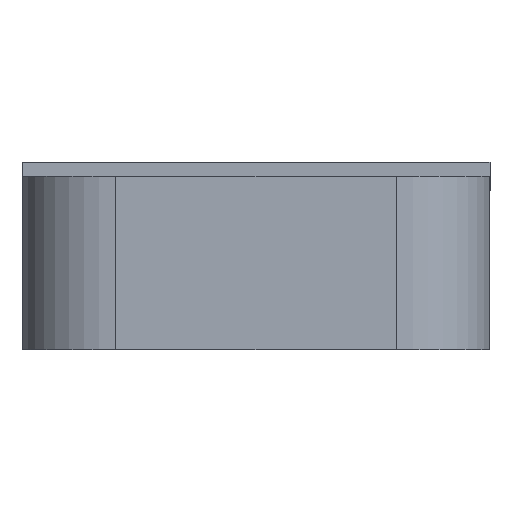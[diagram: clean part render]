
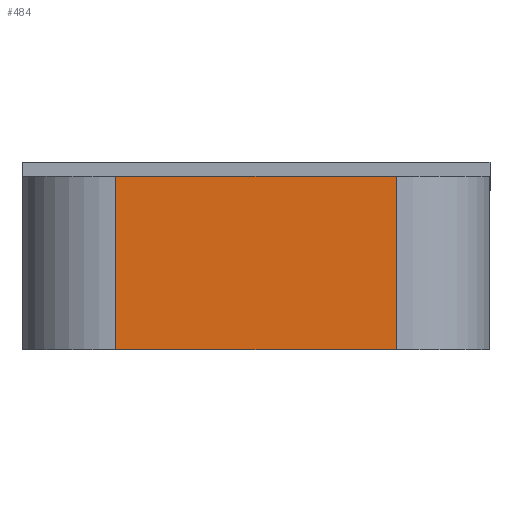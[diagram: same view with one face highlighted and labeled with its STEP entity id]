
A CAD part, front view. The second image highlights one B-rep face of the part: STEP entity #484.
In plain terms, the highlighted planar face has unit normal (0, -1, 0).
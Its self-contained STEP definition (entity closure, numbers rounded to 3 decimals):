
#15 = CARTESIAN_POINT ( 'NONE',  ( 3., -31., 3.7 ) ) ;
#53 = CARTESIAN_POINT ( 'NONE',  ( -5., -31., 0. ) ) ;
#71 = DIRECTION ( 'NONE',  ( 0., 1., 0. ) ) ;
#74 = LINE ( 'NONE', #179, #237 ) ;
#82 = ORIENTED_EDGE ( 'NONE', *, *, #569, .F. ) ;
#87 = AXIS2_PLACEMENT_3D ( 'NONE', #611, #71, #571 ) ;
#107 = VERTEX_POINT ( 'NONE', #495 ) ;
#121 = PLANE ( 'NONE',  #87 ) ;
#123 = VERTEX_POINT ( 'NONE', #520 ) ;
#124 = LINE ( 'NONE', #53, #595 ) ;
#147 = CARTESIAN_POINT ( 'NONE',  ( -3., -31., 0. ) ) ;
#165 = DIRECTION ( 'NONE',  ( 0., 0., 1. ) ) ;
#179 = CARTESIAN_POINT ( 'NONE',  ( -5., -31., 3.7 ) ) ;
#184 = VERTEX_POINT ( 'NONE', #147 ) ;
#213 = EDGE_CURVE ( 'NONE', #184, #107, #124, .T. ) ;
#237 = VECTOR ( 'NONE', #418, 1000. ) ;
#274 = VECTOR ( 'NONE', #590, 1000. ) ;
#275 = VERTEX_POINT ( 'NONE', #300 ) ;
#294 = DIRECTION ( 'NONE',  ( 1., 0., 0. ) ) ;
#296 = CARTESIAN_POINT ( 'NONE',  ( -3., -31., 3.7 ) ) ;
#298 = LINE ( 'NONE', #15, #507 ) ;
#300 = CARTESIAN_POINT ( 'NONE',  ( -3., -31., 3.7 ) ) ;
#325 = ORIENTED_EDGE ( 'NONE', *, *, #213, .T. ) ;
#391 = LINE ( 'NONE', #296, #274 ) ;
#418 = DIRECTION ( 'NONE',  ( 1., 0., 0. ) ) ;
#478 = EDGE_LOOP ( 'NONE', ( #325, #614, #82, #513 ) ) ;
#484 = ADVANCED_FACE ( 'NONE', ( #501 ), #121, .F. ) ;
#493 = EDGE_CURVE ( 'NONE', #275, #184, #391, .T. ) ;
#495 = CARTESIAN_POINT ( 'NONE',  ( 3., -31., 0. ) ) ;
#501 = FACE_OUTER_BOUND ( 'NONE', #478, .T. ) ;
#507 = VECTOR ( 'NONE', #165, 1000. ) ;
#513 = ORIENTED_EDGE ( 'NONE', *, *, #493, .T. ) ;
#520 = CARTESIAN_POINT ( 'NONE',  ( 3., -31., 3.7 ) ) ;
#569 = EDGE_CURVE ( 'NONE', #275, #123, #74, .T. ) ;
#571 = DIRECTION ( 'NONE',  ( 0., 0., 1. ) ) ;
#590 = DIRECTION ( 'NONE',  ( 0., 0., -1. ) ) ;
#595 = VECTOR ( 'NONE', #294, 1000. ) ;
#611 = CARTESIAN_POINT ( 'NONE',  ( -5., -31., 3.7 ) ) ;
#614 = ORIENTED_EDGE ( 'NONE', *, *, #620, .T. ) ;
#620 = EDGE_CURVE ( 'NONE', #107, #123, #298, .T. ) ;
